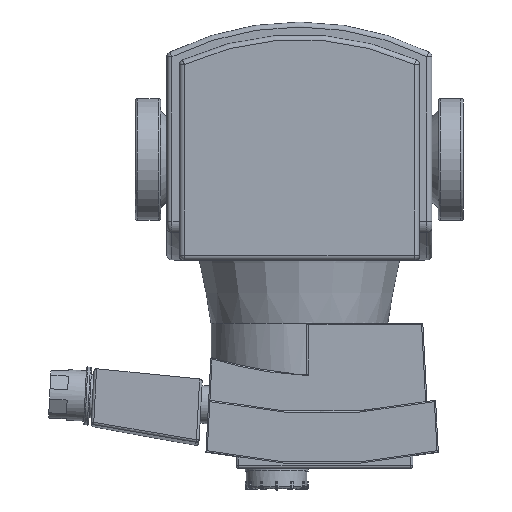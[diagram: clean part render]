
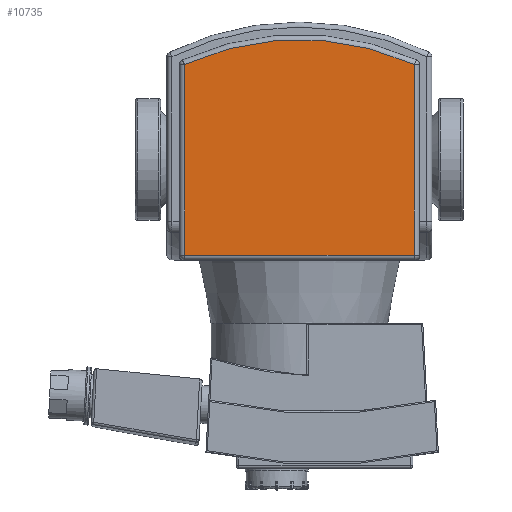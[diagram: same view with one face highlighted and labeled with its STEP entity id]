
A CAD part, top view. The second image highlights one B-rep face of the part: STEP entity #10735.
In plain terms, the highlighted planar face has unit normal (0, 0, 1).
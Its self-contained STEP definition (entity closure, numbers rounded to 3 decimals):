
#547=PLANE('',#11538);
#781=LINE('',#16716,#1508);
#782=LINE('',#16722,#1509);
#784=LINE('',#16725,#1511);
#1508=VECTOR('',#13064,10.);
#1509=VECTOR('',#13073,10.);
#1511=VECTOR('',#13077,10.);
#2511=FACE_OUTER_BOUND('',#3201,.T.);
#3201=EDGE_LOOP('',(#7573,#7574,#7575,#7576));
#3951=CIRCLE('',#11532,109.5);
#4611=VERTEX_POINT('',#16695);
#4613=VERTEX_POINT('',#16700);
#4615=VERTEX_POINT('',#16706);
#4617=VERTEX_POINT('',#16718);
#5721=EDGE_CURVE('',#4613,#4615,#781,.T.);
#5724=EDGE_CURVE('',#4615,#4617,#782,.T.);
#5726=EDGE_CURVE('',#4617,#4611,#784,.T.);
#5730=EDGE_CURVE('',#4611,#4613,#3951,.T.);
#7573=ORIENTED_EDGE('',*,*,#5721,.F.);
#7574=ORIENTED_EDGE('',*,*,#5730,.F.);
#7575=ORIENTED_EDGE('',*,*,#5726,.F.);
#7576=ORIENTED_EDGE('',*,*,#5724,.F.);
#10735=ADVANCED_FACE('',(#2511),#547,.T.);
#11532=AXIS2_PLACEMENT_3D('',#16731,#13086,#13087);
#11538=AXIS2_PLACEMENT_3D('',#16823,#13100,#13101);
#13064=DIRECTION('',(0.,-1.,0.));
#13073=DIRECTION('',(-1.,0.,0.));
#13077=DIRECTION('',(0.,1.,0.));
#13086=DIRECTION('center_axis',(0.,0.,-1.));
#13087=DIRECTION('ref_axis',(0.,1.,0.));
#13100=DIRECTION('center_axis',(0.,0.,1.));
#13101=DIRECTION('ref_axis',(0.,-1.,0.));
#16695=CARTESIAN_POINT('',(19.5,37.499,57.5));
#16700=CARTESIAN_POINT('',(110.5,37.499,57.5));
#16706=CARTESIAN_POINT('',(110.5,-38.,57.5));
#16716=CARTESIAN_POINT('',(110.5,20.147,57.5));
#16718=CARTESIAN_POINT('',(19.5,-38.,57.5));
#16722=CARTESIAN_POINT('',(88.75,-38.,57.5));
#16725=CARTESIAN_POINT('',(19.5,-19.241,57.5));
#16731=CARTESIAN_POINT('Origin',(65.,-62.1,57.5));
#16823=CARTESIAN_POINT('Origin',(65.,1.519,57.5));
